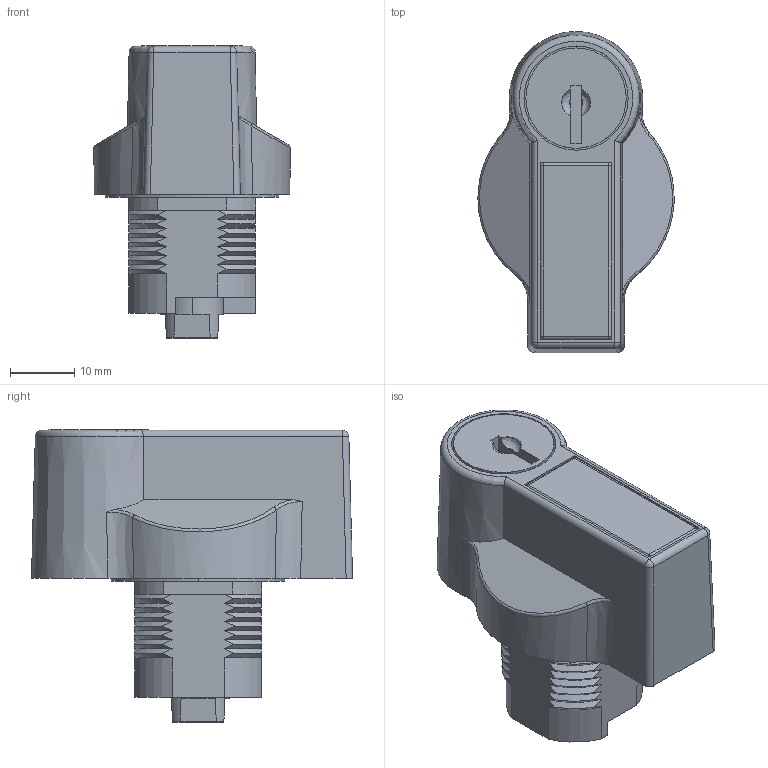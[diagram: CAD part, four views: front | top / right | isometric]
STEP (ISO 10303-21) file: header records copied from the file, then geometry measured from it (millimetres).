
FILE_DESCRIPTION((''),'2;1');
FILE_NAME('NSYTHL_ASM','2019-05-31T09:16:42',('SESA463997'),('Schneider-Electric'),'CREO PARAMETRIC BY PTC INC, 2018300','CREO PARAMETRIC BY PTC INC, 2018300','');
FILE_SCHEMA(('CONFIG_CONTROL_DESIGN'));
Length unit declared in the file: millimetre
Products named in the file (5): C2934407; C2934338; 5360600000; PHA4783801; NSYTHL_ASM
Assembly tree (4 placements, depth 2):
  NSYTHL_ASM
    C2934407
    C2934338
    5360600000
    PHA4783801
Bounding box: 30.48 x 49.9 x 45.5 mm (x, y, z)
Volume: 23789.8 mm3; surface area: 13621.4 mm2
Topology: 5 solids, 5 shells, 309 faces, 788 edges, 503 vertices
Faces by surface type: plane 119, cone 83, cylinder 66, torus 21, bspline 14, sphere 6
Entity records: 10598 total; most frequent: CARTESIAN_POINT 3221, ORIENTED_EDGE 1576, DIRECTION 1462, EDGE_CURVE 788, AXIS2_PLACEMENT_3D 571, VERTEX_POINT 503, EDGE_LOOP 325, VECTOR 320
